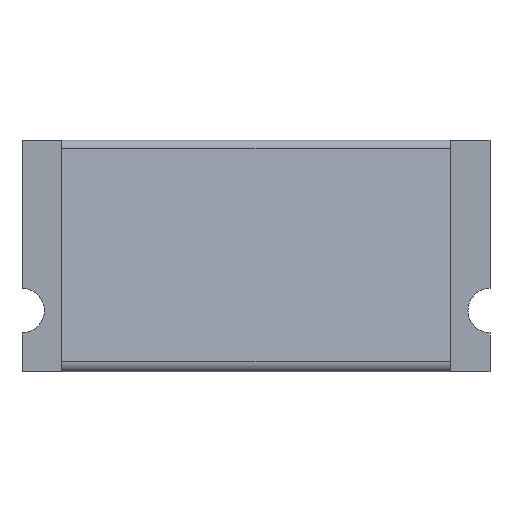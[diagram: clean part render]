
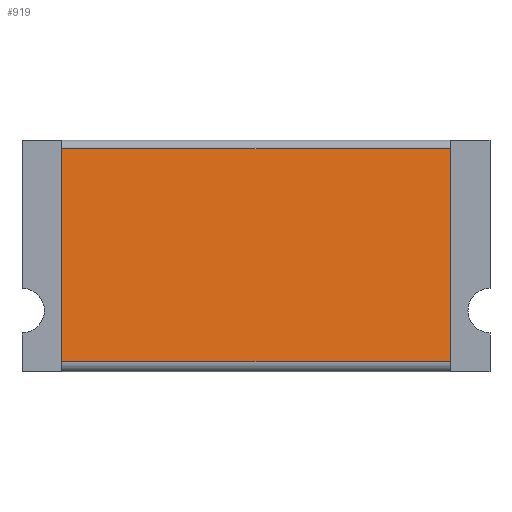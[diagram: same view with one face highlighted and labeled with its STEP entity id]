
A CAD part, front view. The second image highlights one B-rep face of the part: STEP entity #919.
In plain terms, the highlighted planar face has unit normal (0, -0.996, 0.087).
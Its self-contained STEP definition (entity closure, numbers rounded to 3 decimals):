
#70=FACE_OUTER_BOUND('',#118,.T.);
#118=EDGE_LOOP('',(#711,#712,#713,#714));
#207=LINE('',#1461,#321);
#209=LINE('',#1467,#323);
#210=LINE('',#1469,#324);
#211=LINE('',#1470,#325);
#321=VECTOR('',#1126,10.);
#323=VECTOR('',#1132,10.);
#324=VECTOR('',#1133,10.);
#325=VECTOR('',#1134,10.);
#425=VERTEX_POINT('',#1458);
#426=VERTEX_POINT('',#1460);
#428=VERTEX_POINT('',#1466);
#429=VERTEX_POINT('',#1468);
#534=EDGE_CURVE('',#425,#426,#207,.T.);
#537=EDGE_CURVE('',#428,#425,#209,.T.);
#538=EDGE_CURVE('',#429,#428,#210,.T.);
#539=EDGE_CURVE('',#429,#426,#211,.T.);
#711=ORIENTED_EDGE('',*,*,#534,.F.);
#712=ORIENTED_EDGE('',*,*,#537,.F.);
#713=ORIENTED_EDGE('',*,*,#538,.F.);
#714=ORIENTED_EDGE('',*,*,#539,.T.);
#875=PLANE('',#981);
#919=ADVANCED_FACE('',(#70),#875,.T.);
#981=AXIS2_PLACEMENT_3D('',#1465,#1130,#1131);
#1126=DIRECTION('',(-1.,0.,0.));
#1130=DIRECTION('center_axis',(0.,-0.996,0.087));
#1131=DIRECTION('ref_axis',(0.,0.087,0.996));
#1132=DIRECTION('',(0.,-0.087,-0.996));
#1133=DIRECTION('',(1.,0.,0.));
#1134=DIRECTION('',(0.,-0.087,-0.996));
#1458=CARTESIAN_POINT('',(-1.2,-2.591,-228.248));
#1460=CARTESIAN_POINT('',(-34.2,-2.591,-228.248));
#1461=CARTESIAN_POINT('',(2.2,-2.591,-228.248));
#1465=CARTESIAN_POINT('Origin',(2.2,-2.667,-229.117));
#1466=CARTESIAN_POINT('',(-1.2,-1.014,-210.143));
#1467=CARTESIAN_POINT('',(-1.2,-2.572,-228.035));
#1468=CARTESIAN_POINT('',(-34.2,-1.014,-210.143));
#1469=CARTESIAN_POINT('',(2.2,-1.014,-210.143));
#1470=CARTESIAN_POINT('',(-34.2,-1.388,-214.441));
